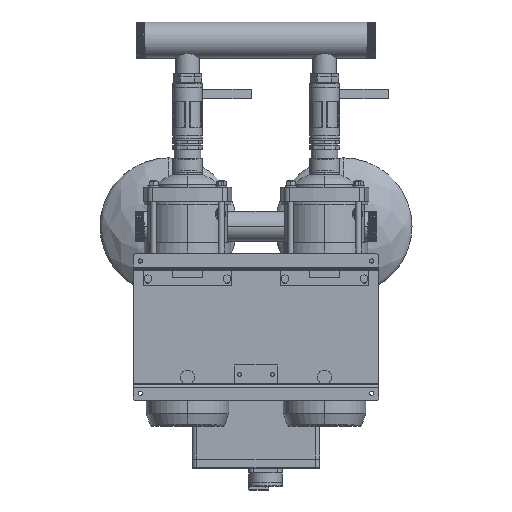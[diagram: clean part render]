
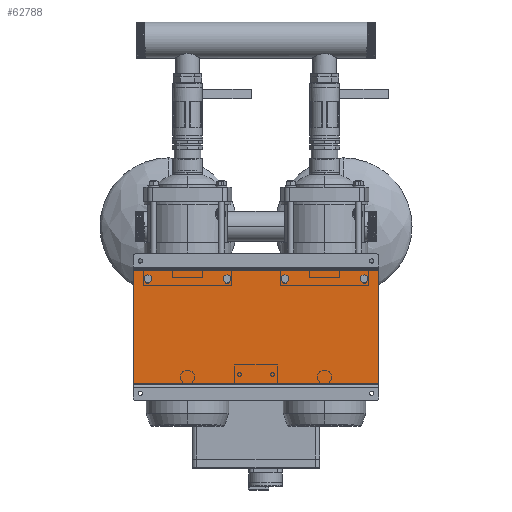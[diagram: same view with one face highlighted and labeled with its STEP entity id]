
A CAD part, front view. The second image highlights one B-rep face of the part: STEP entity #62788.
In plain terms, the highlighted planar face has unit normal (0, -1, 0).
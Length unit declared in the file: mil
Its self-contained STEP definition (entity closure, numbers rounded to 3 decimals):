
#3760 = CARTESIAN_POINT ( 'NONE',  ( 10236.22, 2165.354, -4724.409 ) ) ;
#6493 = CARTESIAN_POINT ( 'NONE',  ( 10236.22, 2165.354, -4724.409 ) ) ;
#7678 = DIRECTION ( 'NONE',  ( 0., 1., 0. ) ) ;
#10976 = ORIENTED_EDGE ( 'NONE', *, *, #52689, .T. ) ;
#12234 = CARTESIAN_POINT ( 'NONE',  ( 10236.22, 2165.354, 4724.409 ) ) ;
#14400 = VERTEX_POINT ( 'NONE', #37637 ) ;
#16176 = VECTOR ( 'NONE', #53356, 39370.079 ) ;
#16462 = DIRECTION ( 'NONE',  ( -1., 0., 0. ) ) ;
#17223 = CARTESIAN_POINT ( 'NONE',  ( -10236.22, 2165.354, -4724.409 ) ) ;
#24645 = VECTOR ( 'NONE', #29488, 39370.079 ) ;
#24671 = EDGE_CURVE ( 'NONE', #61563, #48666, #52443, .T. ) ;
#25071 = DIRECTION ( 'NONE',  ( 1., 0., 0. ) ) ;
#29488 = DIRECTION ( 'NONE',  ( 0., 0., -1. ) ) ;
#31188 = VERTEX_POINT ( 'NONE', #47484 ) ;
#31761 = DIRECTION ( 'NONE',  ( 0., 0., -1. ) ) ;
#34024 = VECTOR ( 'NONE', #16462, 39370.079 ) ;
#37637 = CARTESIAN_POINT ( 'NONE',  ( -10236.22, 2165.354, 4724.409 ) ) ;
#37702 = LINE ( 'NONE', #61799, #46852 ) ;
#40983 = LINE ( 'NONE', #17223, #24645 ) ;
#46519 = EDGE_CURVE ( 'NONE', #31188, #61563, #37702, .T. ) ;
#46852 = VECTOR ( 'NONE', #31761, 39370.079 ) ;
#47024 = LINE ( 'NONE', #12234, #16176 ) ;
#47484 = CARTESIAN_POINT ( 'NONE',  ( 10236.22, 2165.354, 4724.409 ) ) ;
#48666 = VERTEX_POINT ( 'NONE', #53655 ) ;
#52443 = LINE ( 'NONE', #3760, #34024 ) ;
#52689 = EDGE_CURVE ( 'NONE', #14400, #48666, #40983, .T. ) ;
#53356 = DIRECTION ( 'NONE',  ( -1., 0., 0. ) ) ;
#53655 = CARTESIAN_POINT ( 'NONE',  ( -10236.22, 2165.354, -4724.409 ) ) ;
#55738 = EDGE_LOOP ( 'NONE', ( #10976, #72663, #68639, #68110 ) ) ;
#60112 = CARTESIAN_POINT ( 'NONE',  ( 10236.22, 2165.354, -4724.409 ) ) ;
#60689 = FACE_OUTER_BOUND ( 'NONE', #55738, .T. ) ;
#61563 = VERTEX_POINT ( 'NONE', #60112 ) ;
#61799 = CARTESIAN_POINT ( 'NONE',  ( 10236.22, 2165.354, 4724.409 ) ) ;
#62788 = ADVANCED_FACE ( 'NONE', ( #60689 ), #74164, .F. ) ;
#68110 = ORIENTED_EDGE ( 'NONE', *, *, #73000, .T. ) ;
#68639 = ORIENTED_EDGE ( 'NONE', *, *, #46519, .F. ) ;
#72128 = AXIS2_PLACEMENT_3D ( 'NONE', #6493, #7678, #25071 ) ;
#72663 = ORIENTED_EDGE ( 'NONE', *, *, #24671, .F. ) ;
#73000 = EDGE_CURVE ( 'NONE', #31188, #14400, #47024, .T. ) ;
#74164 = PLANE ( 'NONE',  #72128 ) ;
